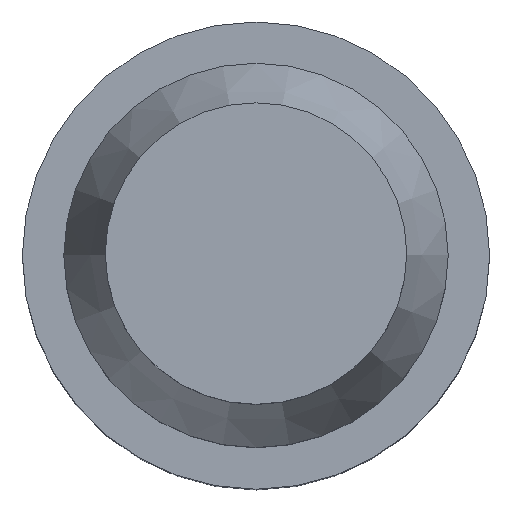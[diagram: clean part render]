
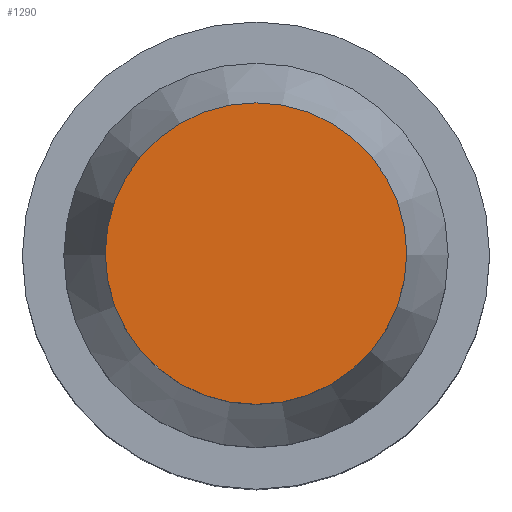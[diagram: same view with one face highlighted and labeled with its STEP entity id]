
A CAD part, top view. The second image highlights one B-rep face of the part: STEP entity #1290.
In plain terms, the highlighted planar face has unit normal (0, 0, 1).
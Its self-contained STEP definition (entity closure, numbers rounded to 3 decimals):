
#338=PLANE($,#1340);
#437=FACE_OUTER_BOUND($,#512,.T.);
#512=EDGE_LOOP($,(#1145));
#545=CIRCLE($,#1312,10.);
#561=VERTEX_POINT($,#1600);
#687=EDGE_CURVE($,#561,#561,#545,.T.);
#1145=ORIENTED_EDGE($,*,*,#687,.F.);
#1290=ADVANCED_FACE($,(#437),#338,.F.);
#1312=AXIS2_PLACEMENT_3D($,#1601,#1378,#1379);
#1340=AXIS2_PLACEMENT_3D($,#2431,#1537,#1538);
#1378=DIRECTION('center_axis',(0.,0.,-1.));
#1379=DIRECTION('ref_axis',(-1.,0.,0.));
#1537=DIRECTION('center_axis',(0.,0.,-1.));
#1538=DIRECTION('ref_axis',(-1.,0.,0.));
#1600=CARTESIAN_POINT('',(10.,0.,106.));
#1601=CARTESIAN_POINT('Origin',(0.,0.,106.));
#2431=CARTESIAN_POINT('Origin',(0.,0.,106.));
